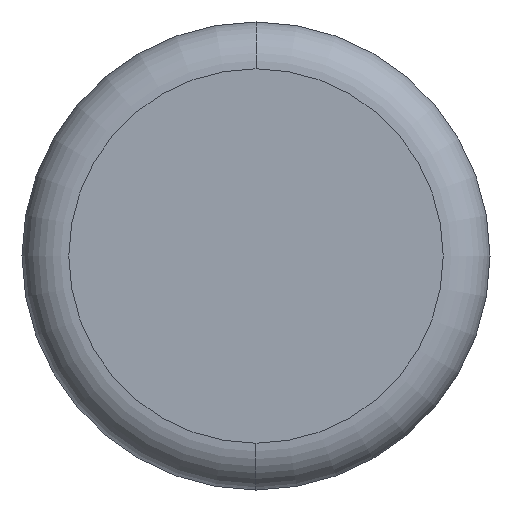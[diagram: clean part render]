
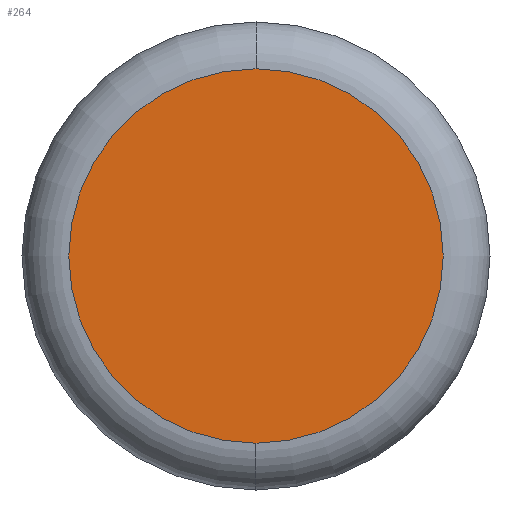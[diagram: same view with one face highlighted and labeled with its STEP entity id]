
A CAD part, left-side view. The second image highlights one B-rep face of the part: STEP entity #264.
In plain terms, the highlighted planar face has unit normal (-1, 0, 0).
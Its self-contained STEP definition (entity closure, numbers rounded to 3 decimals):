
#23 = DIRECTION ( 'NONE',  ( 0., 0., 1. ) ) ;
#38 = FACE_OUTER_BOUND ( 'NONE', #469, .T. ) ;
#45 = EDGE_CURVE ( 'NONE', #156, #417, #74, .T. ) ;
#61 = CARTESIAN_POINT ( 'NONE',  ( 0., 0., 0. ) ) ;
#70 = DIRECTION ( 'NONE',  ( -1., 0., 0. ) ) ;
#74 = CIRCLE ( 'NONE', #337, 4. ) ;
#83 = EDGE_CURVE ( 'NONE', #417, #156, #331, .T. ) ;
#115 = DIRECTION ( 'NONE',  ( 0., 0., -1. ) ) ;
#152 = DIRECTION ( 'NONE',  ( -1., 0., 0. ) ) ;
#156 = VERTEX_POINT ( 'NONE', #480 ) ;
#171 = CARTESIAN_POINT ( 'NONE',  ( 0., 0., -4. ) ) ;
#173 = ORIENTED_EDGE ( 'NONE', *, *, #45, .T. ) ;
#182 = PLANE ( 'NONE',  #352 ) ;
#204 = CARTESIAN_POINT ( 'NONE',  ( 0., 0., 0. ) ) ;
#264 = ADVANCED_FACE ( 'NONE', ( #38 ), #182, .F. ) ;
#276 = AXIS2_PLACEMENT_3D ( 'NONE', #61, #152, #287 ) ;
#287 = DIRECTION ( 'NONE',  ( 0., 0., 1. ) ) ;
#331 = CIRCLE ( 'NONE', #276, 4. ) ;
#337 = AXIS2_PLACEMENT_3D ( 'NONE', #204, #70, #23 ) ;
#340 = ORIENTED_EDGE ( 'NONE', *, *, #83, .T. ) ;
#352 = AXIS2_PLACEMENT_3D ( 'NONE', #452, #455, #115 ) ;
#417 = VERTEX_POINT ( 'NONE', #171 ) ;
#452 = CARTESIAN_POINT ( 'NONE',  ( 0., 0., 0. ) ) ;
#455 = DIRECTION ( 'NONE',  ( 1., 0., 0. ) ) ;
#469 = EDGE_LOOP ( 'NONE', ( #173, #340 ) ) ;
#480 = CARTESIAN_POINT ( 'NONE',  ( 0., 0., 4. ) ) ;
